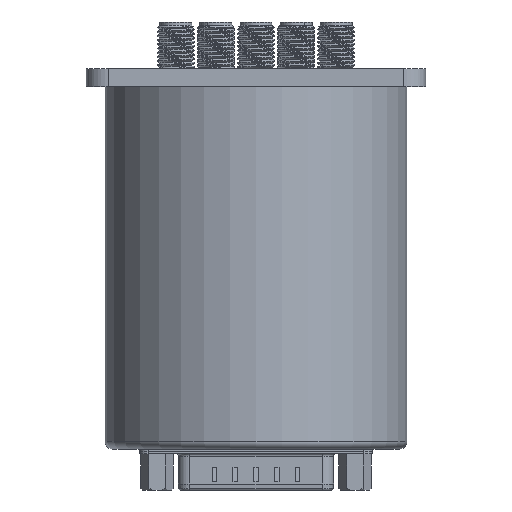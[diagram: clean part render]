
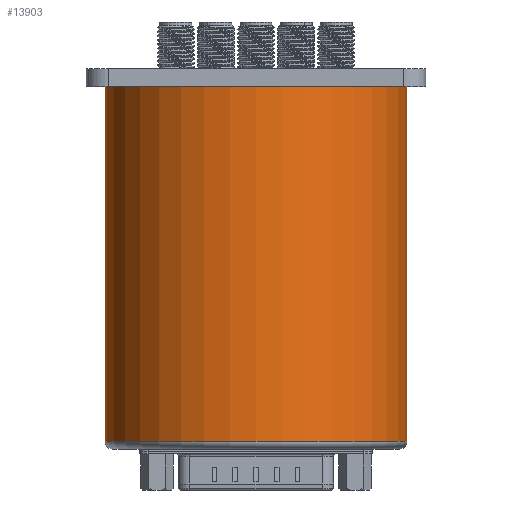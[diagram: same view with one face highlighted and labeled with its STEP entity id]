
A CAD part, front view. The second image highlights one B-rep face of the part: STEP entity #13903.
In plain terms, the highlighted cylindrical face has radius 25.4 mm (diameter 50.8 mm), a partial arc.
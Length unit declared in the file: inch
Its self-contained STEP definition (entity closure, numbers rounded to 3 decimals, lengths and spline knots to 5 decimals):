
#1679 = DIRECTION ( 'NONE',  ( 0., 0., 1. ) ) ;
#2302 = CARTESIAN_POINT ( 'NONE',  ( -1., 0., -2.47 ) ) ;
#4834 = VECTOR ( 'NONE', #34754, 39.37008 ) ;
#6231 = EDGE_LOOP ( 'NONE', ( #78664, #48408, #41700, #46798 ) ) ;
#6643 = VERTEX_POINT ( 'NONE', #84174 ) ;
#7455 = DIRECTION ( 'NONE',  ( 0., 0., 1. ) ) ;
#10358 = CARTESIAN_POINT ( 'NONE',  ( 1., 0., -2.47 ) ) ;
#11063 = DIRECTION ( 'NONE',  ( -1., 0., 0. ) ) ;
#12217 = AXIS2_PLACEMENT_3D ( 'NONE', #84414, #32907, #11063 ) ;
#12508 = EDGE_CURVE ( 'NONE', #72837, #29503, #40872, .T. ) ;
#13609 = CIRCLE ( 'NONE', #12217, 1. ) ;
#13903 = ADVANCED_FACE ( 'NONE', ( #64742 ), #70464, .T. ) ;
#14239 = AXIS2_PLACEMENT_3D ( 'NONE', #24604, #69574, #77443 ) ;
#17482 = CIRCLE ( 'NONE', #78792, 1. ) ;
#21846 = CARTESIAN_POINT ( 'NONE',  ( -1., 0., -0.12 ) ) ;
#24604 = CARTESIAN_POINT ( 'NONE',  ( 0., 0., -7.86843 ) ) ;
#28371 = DIRECTION ( 'NONE',  ( 1., 0., 0. ) ) ;
#29503 = VERTEX_POINT ( 'NONE', #21846 ) ;
#32907 = DIRECTION ( 'NONE',  ( 0., 0., -1. ) ) ;
#34058 = CARTESIAN_POINT ( 'NONE',  ( 0., 0., -2.47 ) ) ;
#34163 = LINE ( 'NONE', #66468, #46060 ) ;
#34754 = DIRECTION ( 'NONE',  ( 0., 0., 1. ) ) ;
#40872 = LINE ( 'NONE', #61821, #4834 ) ;
#41700 = ORIENTED_EDGE ( 'NONE', *, *, #79962, .T. ) ;
#46060 = VECTOR ( 'NONE', #7455, 39.37008 ) ;
#46798 = ORIENTED_EDGE ( 'NONE', *, *, #76860, .T. ) ;
#48408 = ORIENTED_EDGE ( 'NONE', *, *, #66839, .T. ) ;
#61821 = CARTESIAN_POINT ( 'NONE',  ( -1., 0., -7.86843 ) ) ;
#64742 = FACE_OUTER_BOUND ( 'NONE', #6231, .T. ) ;
#66468 = CARTESIAN_POINT ( 'NONE',  ( 1., 0., -7.86843 ) ) ;
#66839 = EDGE_CURVE ( 'NONE', #72837, #81994, #17482, .T. ) ;
#69574 = DIRECTION ( 'NONE',  ( 0., 0., 1. ) ) ;
#70464 = CYLINDRICAL_SURFACE ( 'NONE', #14239, 1. ) ;
#72837 = VERTEX_POINT ( 'NONE', #2302 ) ;
#76860 = EDGE_CURVE ( 'NONE', #6643, #29503, #13609, .T. ) ;
#77443 = DIRECTION ( 'NONE',  ( 1., 0., 0. ) ) ;
#78664 = ORIENTED_EDGE ( 'NONE', *, *, #12508, .F. ) ;
#78792 = AXIS2_PLACEMENT_3D ( 'NONE', #34058, #1679, #28371 ) ;
#79962 = EDGE_CURVE ( 'NONE', #81994, #6643, #34163, .T. ) ;
#81994 = VERTEX_POINT ( 'NONE', #10358 ) ;
#84174 = CARTESIAN_POINT ( 'NONE',  ( 1., 0., -0.12 ) ) ;
#84414 = CARTESIAN_POINT ( 'NONE',  ( 0., 0., -0.12 ) ) ;
